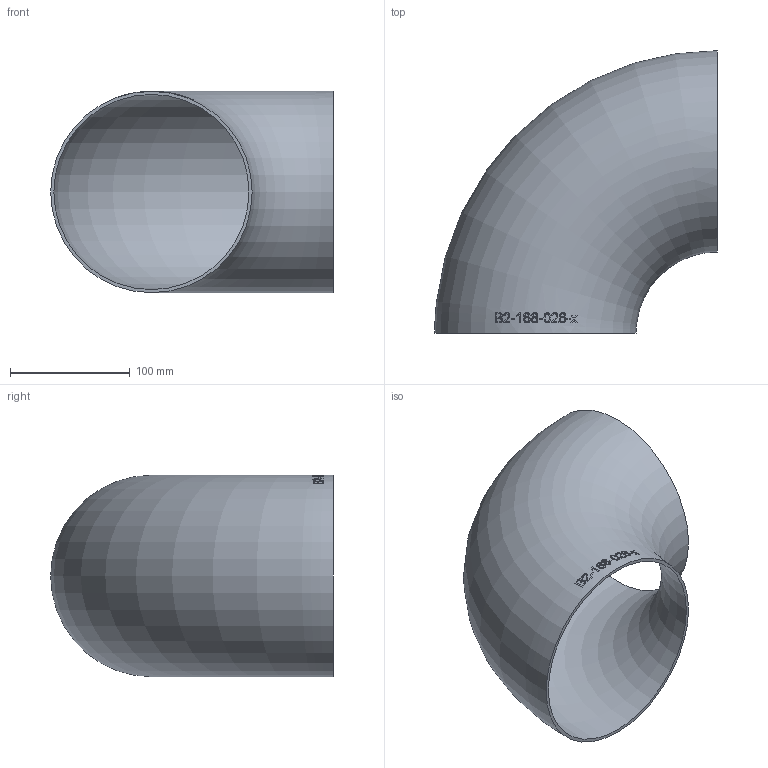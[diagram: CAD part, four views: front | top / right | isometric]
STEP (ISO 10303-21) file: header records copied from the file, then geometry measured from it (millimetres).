
FILE_DESCRIPTION (( 'STEP AP214' ), '1' );
FILE_NAME ('B2-168-026-x Bogen 2003.STEP', '2020-04-02T09:33:17', ( '' ), ( '' ), 'SwSTEP 2.0', 'SolidWorks 2019', '' );
FILE_SCHEMA (( 'AUTOMOTIVE_DESIGN' ));
Length unit declared in the file: millimetre
Products named in the file (1): B2-168-026-x Bogen 2003
Bounding box: 236.15 x 236.15 x 168.3 mm (x, y, z)
Volume: 323148.2 mm3; surface area: 251301.3 mm2
Topology: 1 solids, 1 shells, 161 faces, 424 edges, 283 vertices
Faces by surface type: bspline 137, torus 22, plane 2
Entity records: 29195 total; most frequent: CARTESIAN_POINT 24810, ORIENTED_EDGE 830, EDGE_CURVE 415, B_SPLINE_CURVE_WITH_KNOTS 411, VERTEX_POINT 278, EDGE_LOOP 183, FACE_OUTER_BOUND 162, ADVANCED_FACE 160
